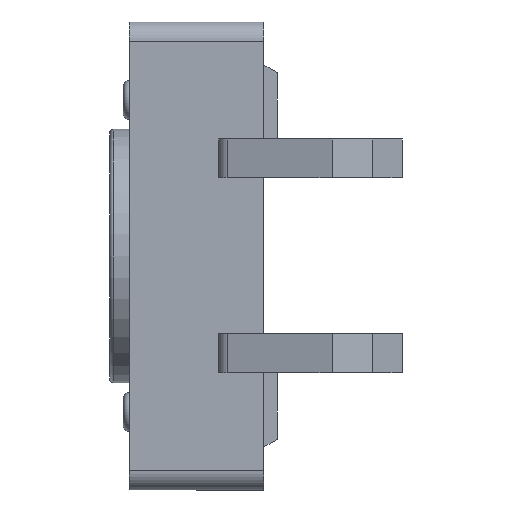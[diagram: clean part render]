
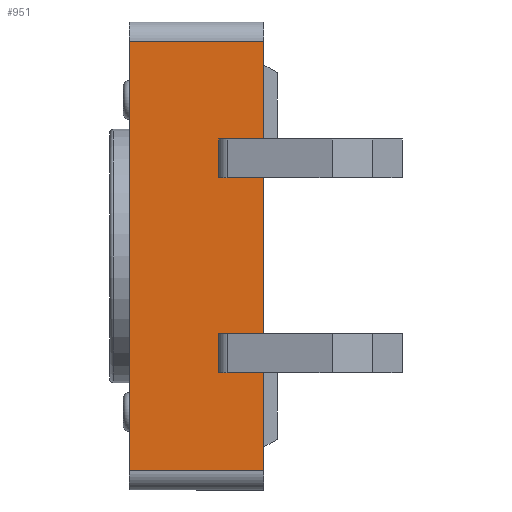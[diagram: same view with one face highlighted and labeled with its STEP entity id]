
A CAD part, left-side view. The second image highlights one B-rep face of the part: STEP entity #951.
In plain terms, the highlighted planar face has unit normal (-1, 0, 0).
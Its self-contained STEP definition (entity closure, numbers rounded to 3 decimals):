
#152 = CARTESIAN_POINT ( 'NONE',  ( -6., 3.8, -5.5 ) ) ;
#169 = LINE ( 'NONE', #1599, #1484 ) ;
#185 = AXIS2_PLACEMENT_3D ( 'NONE', #2608, #2203, #1372 ) ;
#870 = VECTOR ( 'NONE', #2459, 1000. ) ;
#951 = ADVANCED_FACE ( 'NONE', ( #2553 ), #2263, .F. ) ;
#1003 = DIRECTION ( 'NONE',  ( 0., 1., 0. ) ) ;
#1057 = ORIENTED_EDGE ( 'NONE', *, *, #1129, .F. ) ;
#1129 = EDGE_CURVE ( 'NONE', #2516, #3085, #1264, .T. ) ;
#1193 = VERTEX_POINT ( 'NONE', #3532 ) ;
#1264 = LINE ( 'NONE', #1760, #3884 ) ;
#1293 = EDGE_LOOP ( 'NONE', ( #2332, #3890, #2584, #1057 ) ) ;
#1372 = DIRECTION ( 'NONE',  ( 0., 0., -1. ) ) ;
#1475 = DIRECTION ( 'NONE',  ( 0., -1., 0. ) ) ;
#1484 = VECTOR ( 'NONE', #1003, 1000. ) ;
#1599 = CARTESIAN_POINT ( 'NONE',  ( -6., 3.8, 5.5 ) ) ;
#1614 = EDGE_CURVE ( 'NONE', #2516, #2722, #1946, .T. ) ;
#1714 = EDGE_CURVE ( 'NONE', #2722, #1193, #3465, .T. ) ;
#1760 = CARTESIAN_POINT ( 'NONE',  ( -6., 3.8, 6. ) ) ;
#1946 = LINE ( 'NONE', #152, #1950 ) ;
#1950 = VECTOR ( 'NONE', #1475, 1000. ) ;
#2015 = CARTESIAN_POINT ( 'NONE',  ( -6., 3.8, 5.5 ) ) ;
#2037 = CARTESIAN_POINT ( 'NONE',  ( -6., 3.8, -5.5 ) ) ;
#2203 = DIRECTION ( 'NONE',  ( 1., 0., 0. ) ) ;
#2263 = PLANE ( 'NONE',  #185 ) ;
#2332 = ORIENTED_EDGE ( 'NONE', *, *, #1614, .T. ) ;
#2459 = DIRECTION ( 'NONE',  ( 0., 0., 1. ) ) ;
#2516 = VERTEX_POINT ( 'NONE', #2037 ) ;
#2553 = FACE_OUTER_BOUND ( 'NONE', #1293, .T. ) ;
#2584 = ORIENTED_EDGE ( 'NONE', *, *, #2975, .T. ) ;
#2608 = CARTESIAN_POINT ( 'NONE',  ( -6., 3.8, 6. ) ) ;
#2722 = VERTEX_POINT ( 'NONE', #2902 ) ;
#2902 = CARTESIAN_POINT ( 'NONE',  ( -6., 0.35, -5.5 ) ) ;
#2975 = EDGE_CURVE ( 'NONE', #1193, #3085, #169, .T. ) ;
#3085 = VERTEX_POINT ( 'NONE', #2015 ) ;
#3202 = DIRECTION ( 'NONE',  ( 0., 0., 1. ) ) ;
#3465 = LINE ( 'NONE', #3553, #870 ) ;
#3532 = CARTESIAN_POINT ( 'NONE',  ( -6., 0.35, 5.5 ) ) ;
#3553 = CARTESIAN_POINT ( 'NONE',  ( -6., 0.35, -6. ) ) ;
#3884 = VECTOR ( 'NONE', #3202, 1000. ) ;
#3890 = ORIENTED_EDGE ( 'NONE', *, *, #1714, .T. ) ;
